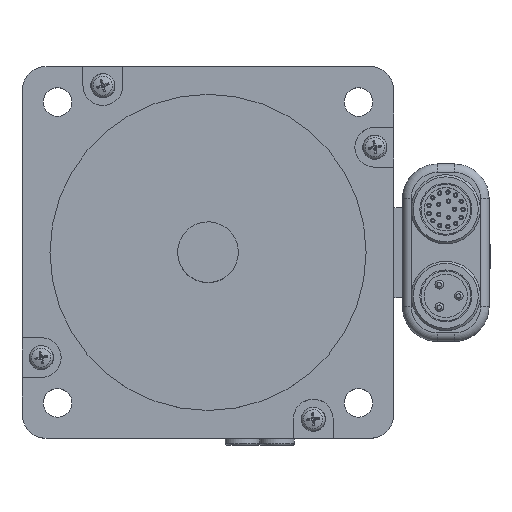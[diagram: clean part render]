
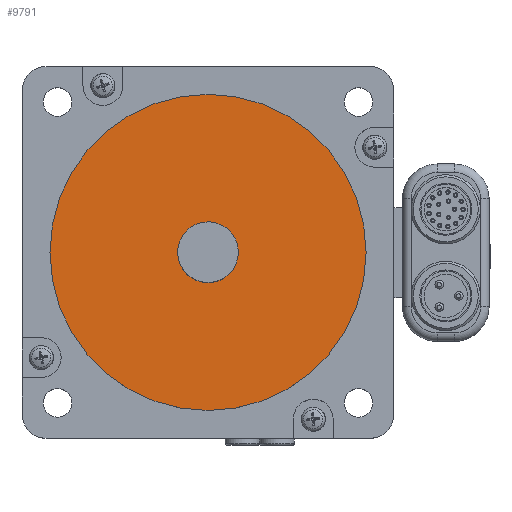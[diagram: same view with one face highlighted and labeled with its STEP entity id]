
A CAD part, top view. The second image highlights one B-rep face of the part: STEP entity #9791.
In plain terms, the highlighted planar face has unit normal (0, 0, 1).
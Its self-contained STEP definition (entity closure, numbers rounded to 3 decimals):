
#9497=CARTESIAN_POINT('',(-2.864,-6.387,19.6));
#9498=VERTEX_POINT('',#9497);
#9499=CARTESIAN_POINT('',(0.0,0.0,19.6));
#9500=DIRECTION('',(0.0,0.0,-1.));
#9501=DIRECTION('',(0.409,0.912,0.0));
#9502=AXIS2_PLACEMENT_3D('',#9499,#9500,#9501);
#9503=CIRCLE('',#9502,7.0);
#9504=EDGE_CURVE('',#9498,#9498,#9503,.T.);
#9772=CARTESIAN_POINT('',(0.0,0.0,19.6));
#9773=DIRECTION('',(0.0,0.0,-1.0));
#9774=DIRECTION('',(-1.0,0.0,0.0));
#9775=AXIS2_PLACEMENT_3D('',#9772,#9773,#9774);
#9776=PLANE('',#9775);
#9777=CARTESIAN_POINT('',(36.513,0.,19.6));
#9778=VERTEX_POINT('',#9777);
#9779=CARTESIAN_POINT('',(0.0,0.0,19.6));
#9780=DIRECTION('',(0.0,0.0,-1.0));
#9781=DIRECTION('',(-1.0,0.0,0.0));
#9782=AXIS2_PLACEMENT_3D('',#9779,#9780,#9781);
#9783=CIRCLE('',#9782,36.513);
#9784=EDGE_CURVE('',#9778,#9778,#9783,.T.);
#9785=ORIENTED_EDGE('',*,*,#9784,.F.);
#9786=EDGE_LOOP('',(#9785));
#9787=FACE_OUTER_BOUND('',#9786,.T.);
#9788=ORIENTED_EDGE('',*,*,#9504,.T.);
#9789=EDGE_LOOP('',(#9788));
#9790=FACE_BOUND('',#9789,.T.);
#9791=ADVANCED_FACE('',(#9787,#9790),#9776,.F.);
